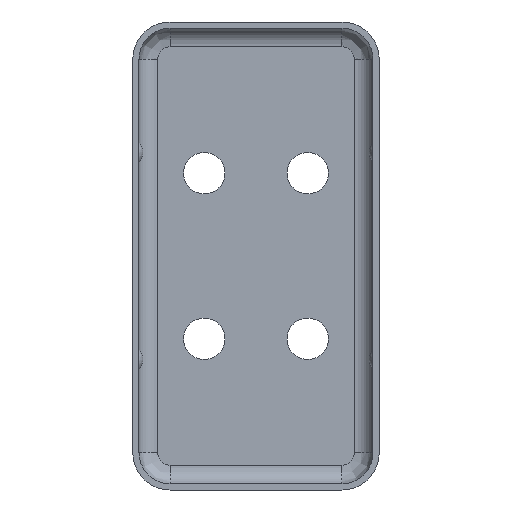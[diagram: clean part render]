
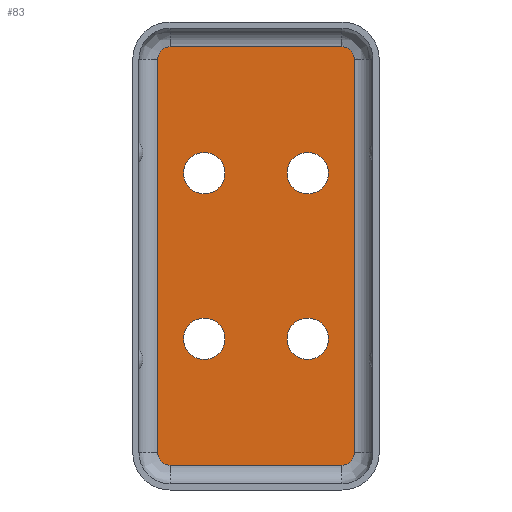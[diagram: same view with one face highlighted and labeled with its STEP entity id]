
A CAD part, front view. The second image highlights one B-rep face of the part: STEP entity #83.
In plain terms, the highlighted planar face has unit normal (0, -1, 0).
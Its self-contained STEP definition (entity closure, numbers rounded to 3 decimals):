
#83 = ADVANCED_FACE( 'NONE', ( #201, #202, #203, #204, #205 ), #206, .T. );
#201 = FACE_BOUND( '', #370, .T. );
#202 = FACE_BOUND( '', #371, .T. );
#203 = FACE_BOUND( '', #372, .T. );
#204 = FACE_BOUND( '', #373, .T. );
#205 = FACE_OUTER_BOUND( '', #374, .T. );
#206 = PLANE( '', #375 );
#370 = EDGE_LOOP( '', ( #730 ) );
#371 = EDGE_LOOP( '', ( #731 ) );
#372 = EDGE_LOOP( '', ( #732 ) );
#373 = EDGE_LOOP( '', ( #733 ) );
#374 = EDGE_LOOP( '', ( #734, #735, #736, #737, #738, #739, #740, #741 ) );
#375 = AXIS2_PLACEMENT_3D( '', #742, #743, #744 );
#730 = ORIENTED_EDGE( '', *, *, #1068, .T. );
#731 = ORIENTED_EDGE( '', *, *, #1069, .F. );
#732 = ORIENTED_EDGE( '', *, *, #1046, .F. );
#733 = ORIENTED_EDGE( '', *, *, #1070, .T. );
#734 = ORIENTED_EDGE( '', *, *, #1071, .F. );
#735 = ORIENTED_EDGE( '', *, *, #1072, .F. );
#736 = ORIENTED_EDGE( '', *, *, #1073, .F. );
#737 = ORIENTED_EDGE( '', *, *, #1074, .T. );
#738 = ORIENTED_EDGE( '', *, *, #1075, .T. );
#739 = ORIENTED_EDGE( '', *, *, #1076, .F. );
#740 = ORIENTED_EDGE( '', *, *, #1077, .T. );
#741 = ORIENTED_EDGE( '', *, *, #1078, .T. );
#742 = CARTESIAN_POINT( '', ( 4.15, 0., -9.5 ) );
#743 = DIRECTION( '', ( 0., -1., 0. ) );
#744 = DIRECTION( '', ( 0., 0., -1. ) );
#1046 = EDGE_CURVE( '', #1189, #1189, #1190, .T. );
#1068 = EDGE_CURVE( '', #1227, #1227, #1228, .F. );
#1069 = EDGE_CURVE( '', #1229, #1229, #1230, .T. );
#1070 = EDGE_CURVE( '', #1231, #1231, #1232, .F. );
#1071 = EDGE_CURVE( 'NONE', #1233, #1234, #1235, .T. );
#1072 = EDGE_CURVE( 'NONE', #1236, #1233, #1237, .T. );
#1073 = EDGE_CURVE( 'NONE', #1238, #1236, #1239, .T. );
#1074 = EDGE_CURVE( 'NONE', #1238, #1240, #1241, .T. );
#1075 = EDGE_CURVE( 'NONE', #1240, #1242, #1243, .T. );
#1076 = EDGE_CURVE( 'NONE', #1244, #1242, #1245, .T. );
#1077 = EDGE_CURVE( 'NONE', #1244, #1246, #1247, .T. );
#1078 = EDGE_CURVE( 'NONE', #1246, #1234, #1248, .T. );
#1189 = VERTEX_POINT( '', #1396 );
#1190 = CIRCLE( '', #1397, 1. );
#1227 = VERTEX_POINT( '', #1442 );
#1228 = CIRCLE( '', #1443, 1. );
#1229 = VERTEX_POINT( '', #1444 );
#1230 = CIRCLE( '', #1445, 1. );
#1231 = VERTEX_POINT( '', #1446 );
#1232 = CIRCLE( '', #1447, 1. );
#1233 = VERTEX_POINT( 'NONE', #1448 );
#1234 = VERTEX_POINT( 'NONE', #1449 );
#1235 = LINE( '', #1450, #1451 );
#1236 = VERTEX_POINT( 'NONE', #1452 );
#1237 = CIRCLE( '', #1453, 0.6 );
#1238 = VERTEX_POINT( 'NONE', #1454 );
#1239 = LINE( '', #1455, #1456 );
#1240 = VERTEX_POINT( 'NONE', #1457 );
#1241 = CIRCLE( '', #1458, 0.6 );
#1242 = VERTEX_POINT( 'NONE', #1459 );
#1243 = LINE( '', #1460, #1461 );
#1244 = VERTEX_POINT( 'NONE', #1462 );
#1245 = CIRCLE( '', #1463, 0.6 );
#1246 = VERTEX_POINT( 'NONE', #1464 );
#1247 = LINE( '', #1465, #1466 );
#1248 = CIRCLE( '', #1467, 0.6 );
#1396 = CARTESIAN_POINT( '', ( -2.5, 0., -5. ) );
#1397 = AXIS2_PLACEMENT_3D( '', #1642, #1643, #1644 );
#1442 = CARTESIAN_POINT( '', ( 2.5, 0., -5. ) );
#1443 = AXIS2_PLACEMENT_3D( '', #1674, #1675, #1676 );
#1444 = CARTESIAN_POINT( '', ( 2.5, 0., 3. ) );
#1445 = AXIS2_PLACEMENT_3D( '', #1677, #1678, #1679 );
#1446 = CARTESIAN_POINT( '', ( -2.5, 0., 3. ) );
#1447 = AXIS2_PLACEMENT_3D( '', #1680, #1681, #1682 );
#1448 = CARTESIAN_POINT( '', ( 4.15, 0., -10.1 ) );
#1449 = CARTESIAN_POINT( '', ( -4.15, 0., -10.1 ) );
#1450 = CARTESIAN_POINT( '', ( 4.15, 0., -10.1 ) );
#1451 = VECTOR( '', #1683, 1000. );
#1452 = CARTESIAN_POINT( '', ( 4.75, 0., -9.5 ) );
#1453 = AXIS2_PLACEMENT_3D( '', #1684, #1685, #1686 );
#1454 = CARTESIAN_POINT( '', ( 4.75, 0., 9.5 ) );
#1455 = CARTESIAN_POINT( '', ( 4.75, 0., 0. ) );
#1456 = VECTOR( '', #1687, 1000. );
#1457 = CARTESIAN_POINT( '', ( 4.15, 0., 10.1 ) );
#1458 = AXIS2_PLACEMENT_3D( '', #1688, #1689, #1690 );
#1459 = CARTESIAN_POINT( '', ( -4.15, 0., 10.1 ) );
#1460 = CARTESIAN_POINT( '', ( 4.15, 0., 10.1 ) );
#1461 = VECTOR( '', #1691, 1000. );
#1462 = CARTESIAN_POINT( '', ( -4.75, 0., 9.5 ) );
#1463 = AXIS2_PLACEMENT_3D( '', #1692, #1693, #1694 );
#1464 = CARTESIAN_POINT( '', ( -4.75, 0., -9.5 ) );
#1465 = CARTESIAN_POINT( '', ( -4.75, 0., 0. ) );
#1466 = VECTOR( '', #1695, 1000. );
#1467 = AXIS2_PLACEMENT_3D( '', #1696, #1697, #1698 );
#1642 = CARTESIAN_POINT( '', ( -2.5, 0., -4. ) );
#1643 = DIRECTION( '', ( 0., -1., 0. ) );
#1644 = DIRECTION( '', ( 0., 0., -1. ) );
#1674 = CARTESIAN_POINT( '', ( 2.5, 0., -4. ) );
#1675 = DIRECTION( '', ( 0., -1., 0. ) );
#1676 = DIRECTION( '', ( 0., 0., -1. ) );
#1677 = CARTESIAN_POINT( '', ( 2.5, 0., 4. ) );
#1678 = DIRECTION( '', ( 0., -1., 0. ) );
#1679 = DIRECTION( '', ( 0., 0., -1. ) );
#1680 = CARTESIAN_POINT( '', ( -2.5, 0., 4. ) );
#1681 = DIRECTION( '', ( 0., -1., 0. ) );
#1682 = DIRECTION( '', ( 0., 0., -1. ) );
#1683 = DIRECTION( '', ( -1., 0., 0. ) );
#1684 = CARTESIAN_POINT( '', ( 4.15, 0., -9.5 ) );
#1685 = DIRECTION( '', ( 0., 1., 0. ) );
#1686 = DIRECTION( '', ( 1., 0., 0. ) );
#1687 = DIRECTION( '', ( 0., 0., -1. ) );
#1688 = CARTESIAN_POINT( '', ( 4.15, 0., 9.5 ) );
#1689 = DIRECTION( '', ( 0., -1., 0. ) );
#1690 = DIRECTION( '', ( 1., 0., 0. ) );
#1691 = DIRECTION( '', ( -1., 0., 0. ) );
#1692 = CARTESIAN_POINT( '', ( -4.15, 0., 9.5 ) );
#1693 = DIRECTION( '', ( 0., 1., 0. ) );
#1694 = DIRECTION( '', ( -1., 0., 0. ) );
#1695 = DIRECTION( '', ( 0., 0., -1. ) );
#1696 = CARTESIAN_POINT( '', ( -4.15, 0., -9.5 ) );
#1697 = DIRECTION( '', ( 0., -1., 0. ) );
#1698 = DIRECTION( '', ( -1., 0., 0. ) );
